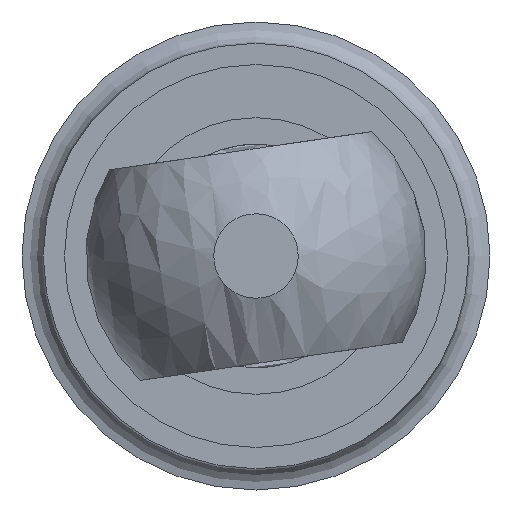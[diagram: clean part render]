
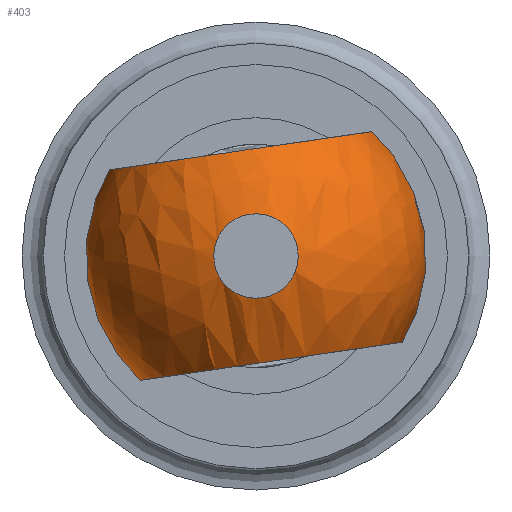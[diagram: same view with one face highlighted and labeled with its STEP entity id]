
A CAD part, left-side view. The second image highlights one B-rep face of the part: STEP entity #403.
In plain terms, the highlighted spherical face has radius 8 mm.
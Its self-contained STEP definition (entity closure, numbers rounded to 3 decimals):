
#53=SPHERICAL_SURFACE('',#454,8.);
#74=FACE_BOUND('',#161,.T.);
#75=FACE_BOUND('',#162,.T.);
#161=EDGE_LOOP('',(#335));
#162=EDGE_LOOP('',(#336,#337,#338,#339));
#215=CIRCLE('',#441,1.984);
#218=CIRCLE('',#447,5.25);
#219=CIRCLE('',#448,5.25);
#223=CIRCLE('',#455,6.245);
#224=CIRCLE('',#456,6.245);
#250=VERTEX_POINT('',#686);
#251=VERTEX_POINT('',#689);
#252=VERTEX_POINT('',#690);
#253=VERTEX_POINT('',#699);
#254=VERTEX_POINT('',#700);
#283=EDGE_CURVE('',#250,#250,#215,.T.);
#288=EDGE_CURVE('',#253,#252,#218,.T.);
#289=EDGE_CURVE('',#251,#254,#219,.T.);
#293=EDGE_CURVE('',#252,#251,#223,.T.);
#294=EDGE_CURVE('',#254,#253,#224,.T.);
#335=ORIENTED_EDGE('',*,*,#283,.T.);
#336=ORIENTED_EDGE('',*,*,#288,.T.);
#337=ORIENTED_EDGE('',*,*,#293,.T.);
#338=ORIENTED_EDGE('',*,*,#289,.T.);
#339=ORIENTED_EDGE('',*,*,#294,.T.);
#403=ADVANCED_FACE('',(#74,#75),#53,.T.);
#441=AXIS2_PLACEMENT_3D('',#687,#528,#529);
#447=AXIS2_PLACEMENT_3D('',#709,#540,#541);
#448=AXIS2_PLACEMENT_3D('',#710,#542,#543);
#454=AXIS2_PLACEMENT_3D('',#719,#554,#555);
#455=AXIS2_PLACEMENT_3D('',#720,#556,#557);
#456=AXIS2_PLACEMENT_3D('',#721,#558,#559);
#528=DIRECTION('center_axis',(0.,-1.,0.));
#529=DIRECTION('ref_axis',(0.,0.,1.));
#540=DIRECTION('center_axis',(0.,1.,0.));
#541=DIRECTION('ref_axis',(1.,0.,0.));
#542=DIRECTION('center_axis',(0.,1.,0.));
#543=DIRECTION('ref_axis',(1.,0.,0.));
#554=DIRECTION('center_axis',(0.,0.,1.));
#555=DIRECTION('ref_axis',(1.,0.,0.));
#556=DIRECTION('center_axis',(-1.,0.,0.));
#557=DIRECTION('ref_axis',(0.,0.,-1.));
#558=DIRECTION('center_axis',(1.,0.,0.));
#559=DIRECTION('ref_axis',(0.,0.,1.));
#686=CARTESIAN_POINT('',(0.,7.75,-1.984));
#687=CARTESIAN_POINT('Origin',(0.,7.75,0.));
#689=CARTESIAN_POINT('',(5.,-6.036,-1.601));
#690=CARTESIAN_POINT('',(5.,-6.036,1.601));
#699=CARTESIAN_POINT('',(-5.,-6.036,1.601));
#700=CARTESIAN_POINT('',(-5.,-6.036,-1.601));
#709=CARTESIAN_POINT('Origin',(0.,-6.036,0.));
#710=CARTESIAN_POINT('Origin',(0.,-6.036,0.));
#719=CARTESIAN_POINT('Origin',(0.,0.,0.));
#720=CARTESIAN_POINT('Origin',(5.,0.,0.));
#721=CARTESIAN_POINT('Origin',(-5.,0.,0.));
